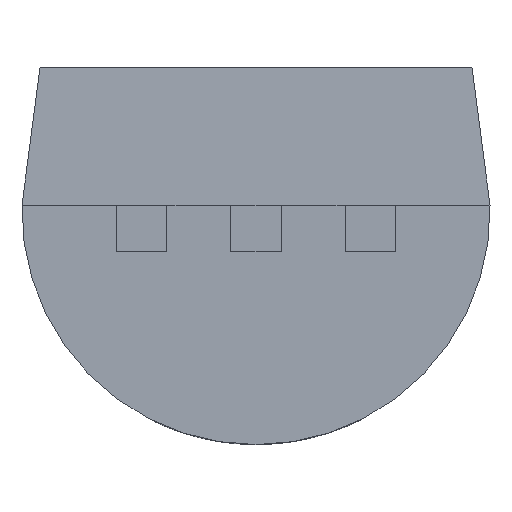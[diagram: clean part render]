
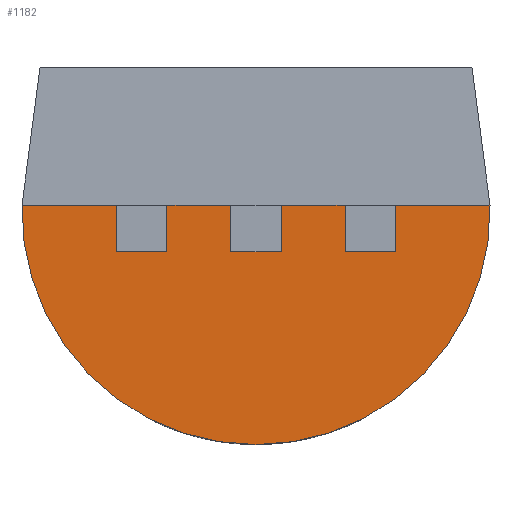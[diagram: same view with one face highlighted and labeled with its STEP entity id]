
A CAD part, front view. The second image highlights one B-rep face of the part: STEP entity #1182.
In plain terms, the highlighted planar face has unit normal (0, -1, 0).
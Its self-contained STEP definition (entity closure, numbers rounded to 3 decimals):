
#1 = DIRECTION ( 'NONE',  ( 1., 0., 0. ) ) ;
#22 = LINE ( 'NONE', #592, #322 ) ;
#45 = EDGE_CURVE ( 'NONE', #1102, #364, #292, .T. ) ;
#50 = DIRECTION ( 'NONE',  ( 0., 0., 1. ) ) ;
#56 = CARTESIAN_POINT ( 'NONE',  ( 2.599, 0., 0.06 ) ) ;
#79 = AXIS2_PLACEMENT_3D ( 'NONE', #1108, #580, #566 ) ;
#101 = VERTEX_POINT ( 'NONE', #460 ) ;
#108 = CARTESIAN_POINT ( 'NONE',  ( -0.28, 0., -0.46 ) ) ;
#125 = VERTEX_POINT ( 'NONE', #689 ) ;
#142 = ORIENTED_EDGE ( 'NONE', *, *, #736, .F. ) ;
#153 = CARTESIAN_POINT ( 'NONE',  ( -1.55, 0., -0.46 ) ) ;
#183 = DIRECTION ( 'NONE',  ( 0., 0., 1. ) ) ;
#184 = LINE ( 'NONE', #525, #739 ) ;
#194 = VERTEX_POINT ( 'NONE', #56 ) ;
#205 = CARTESIAN_POINT ( 'NONE',  ( -0.99, 0., -0.46 ) ) ;
#207 = CARTESIAN_POINT ( 'NONE',  ( -2.25, 0., 0.06 ) ) ;
#223 = LINE ( 'NONE', #647, #1330 ) ;
#225 = VERTEX_POINT ( 'NONE', #153 ) ;
#231 = CARTESIAN_POINT ( 'NONE',  ( 0.99, 0., 0.06 ) ) ;
#245 = ORIENTED_EDGE ( 'NONE', *, *, #726, .F. ) ;
#256 = CARTESIAN_POINT ( 'NONE',  ( 0.99, 0., -0.46 ) ) ;
#271 = DIRECTION ( 'NONE',  ( 0., 0., -1. ) ) ;
#287 = CARTESIAN_POINT ( 'NONE',  ( 0.28, 0., -0.46 ) ) ;
#291 = LINE ( 'NONE', #328, #393 ) ;
#292 = LINE ( 'NONE', #555, #931 ) ;
#295 = EDGE_LOOP ( 'NONE', ( #455, #1025, #935, #409, #951, #490, #245, #1368, #142, #1154, #993, #299, #779, #506, #1195 ) ) ;
#299 = ORIENTED_EDGE ( 'NONE', *, *, #1010, .F. ) ;
#300 = EDGE_CURVE ( 'NONE', #194, #101, #469, .T. ) ;
#302 = CARTESIAN_POINT ( 'NONE',  ( -0.99, 0., 0.06 ) ) ;
#322 = VECTOR ( 'NONE', #582, 1000. ) ;
#328 = CARTESIAN_POINT ( 'NONE',  ( -0.99, 0., 0.06 ) ) ;
#350 = VERTEX_POINT ( 'NONE', #418 ) ;
#364 = VERTEX_POINT ( 'NONE', #1285 ) ;
#373 = CARTESIAN_POINT ( 'NONE',  ( 1.9, 0., 0.06 ) ) ;
#382 = VERTEX_POINT ( 'NONE', #205 ) ;
#393 = VECTOR ( 'NONE', #963, 1000. ) ;
#404 = DIRECTION ( 'NONE',  ( 0., 1., 0. ) ) ;
#409 = ORIENTED_EDGE ( 'NONE', *, *, #1259, .F. ) ;
#411 = CARTESIAN_POINT ( 'NONE',  ( -1.55, 0., 0.06 ) ) ;
#418 = CARTESIAN_POINT ( 'NONE',  ( -0.28, 0., 0.06 ) ) ;
#455 = ORIENTED_EDGE ( 'NONE', *, *, #300, .F. ) ;
#460 = CARTESIAN_POINT ( 'NONE',  ( 0., 0., -2.6 ) ) ;
#464 = EDGE_CURVE ( 'NONE', #382, #1316, #291, .T. ) ;
#469 = CIRCLE ( 'NONE', #573, 2.6 ) ;
#490 = ORIENTED_EDGE ( 'NONE', *, *, #1076, .F. ) ;
#500 = VECTOR ( 'NONE', #271, 1000. ) ;
#506 = ORIENTED_EDGE ( 'NONE', *, *, #1305, .F. ) ;
#525 = CARTESIAN_POINT ( 'NONE',  ( -1.55, 0., -0.46 ) ) ;
#526 = B_SPLINE_CURVE_WITH_KNOTS ( 'NONE', 3,
 ( #763, #744, #1181, #1203 ),
 .UNSPECIFIED., .F., .F.,
 ( 4, 4 ),
 ( 0.554, 0.69 ),
 .UNSPECIFIED. ) ;
#531 = CARTESIAN_POINT ( 'NONE',  ( 0., 0., 0. ) ) ;
#532 = EDGE_CURVE ( 'NONE', #1044, #880, #223, .T. ) ;
#544 = LINE ( 'NONE', #256, #1063 ) ;
#547 = EDGE_CURVE ( 'NONE', #1367, #194, #1139, .T. ) ;
#550 = VECTOR ( 'NONE', #991, 1000. ) ;
#555 = CARTESIAN_POINT ( 'NONE',  ( 0.99, 0., 0.06 ) ) ;
#566 = DIRECTION ( 'NONE',  ( 0., 0., 1. ) ) ;
#573 = AXIS2_PLACEMENT_3D ( 'NONE', #804, #404, #183 ) ;
#575 = CARTESIAN_POINT ( 'NONE',  ( 2.25, 0., 0.06 ) ) ;
#580 = DIRECTION ( 'NONE',  ( 0., 1., 0. ) ) ;
#582 = DIRECTION ( 'NONE',  ( 0., 0., -1. ) ) ;
#587 = LINE ( 'NONE', #657, #550 ) ;
#588 = CARTESIAN_POINT ( 'NONE',  ( 0.28, 0., 0.06 ) ) ;
#592 = CARTESIAN_POINT ( 'NONE',  ( -1.55, 0., 0.06 ) ) ;
#615 = CARTESIAN_POINT ( 'NONE',  ( 1.55, 0., 0.06 ) ) ;
#623 = EDGE_CURVE ( 'NONE', #664, #1367, #587, .T. ) ;
#632 = LINE ( 'NONE', #1239, #500 ) ;
#647 = CARTESIAN_POINT ( 'NONE',  ( -0.28, 0., -0.46 ) ) ;
#657 = CARTESIAN_POINT ( 'NONE',  ( 1.55, 0., 0.06 ) ) ;
#664 = VERTEX_POINT ( 'NONE', #1235 ) ;
#671 = CARTESIAN_POINT ( 'NONE',  ( 2.599, 0., 0.06 ) ) ;
#685 = EDGE_CURVE ( 'NONE', #859, #225, #22, .T. ) ;
#689 = CARTESIAN_POINT ( 'NONE',  ( -2.599, 0., 0.06 ) ) ;
#690 = VECTOR ( 'NONE', #923, 1000. ) ;
#726 = EDGE_CURVE ( 'NONE', #880, #1365, #1116, .T. ) ;
#736 = EDGE_CURVE ( 'NONE', #350, #1044, #632, .T. ) ;
#737 = B_SPLINE_CURVE_WITH_KNOTS ( 'NONE', 3,
 ( #1118, #207, #817, #411 ),
 .UNSPECIFIED., .F., .F.,
 ( 4, 4 ),
 ( 0., 0.202 ),
 .UNSPECIFIED. ) ;
#739 = VECTOR ( 'NONE', #1378, 1000. ) ;
#744 = CARTESIAN_POINT ( 'NONE',  ( 0.517, 0., 0.06 ) ) ;
#763 = CARTESIAN_POINT ( 'NONE',  ( 0.28, 0., 0.06 ) ) ;
#772 = FACE_OUTER_BOUND ( 'NONE', #295, .T. ) ;
#779 = ORIENTED_EDGE ( 'NONE', *, *, #685, .F. ) ;
#804 = CARTESIAN_POINT ( 'NONE',  ( 0., 0., 0. ) ) ;
#817 = CARTESIAN_POINT ( 'NONE',  ( -1.9, 0., 0.06 ) ) ;
#859 = VERTEX_POINT ( 'NONE', #1254 ) ;
#879 = CARTESIAN_POINT ( 'NONE',  ( 1.55, 0., 0.06 ) ) ;
#880 = VERTEX_POINT ( 'NONE', #287 ) ;
#916 = AXIS2_PLACEMENT_3D ( 'NONE', #531, #1295, #1386 ) ;
#923 = DIRECTION ( 'NONE',  ( 1., 0., 0. ) ) ;
#931 = VECTOR ( 'NONE', #1082, 1000. ) ;
#935 = ORIENTED_EDGE ( 'NONE', *, *, #623, .F. ) ;
#942 = CARTESIAN_POINT ( 'NONE',  ( 0.28, 0., 0.06 ) ) ;
#951 = ORIENTED_EDGE ( 'NONE', *, *, #45, .F. ) ;
#963 = DIRECTION ( 'NONE',  ( 0., 0., 1. ) ) ;
#988 = LINE ( 'NONE', #1157, #690 ) ;
#991 = DIRECTION ( 'NONE',  ( 0., 0., 1. ) ) ;
#993 = ORIENTED_EDGE ( 'NONE', *, *, #464, .F. ) ;
#998 = EDGE_CURVE ( 'NONE', #101, #125, #1326, .T. ) ;
#1010 = EDGE_CURVE ( 'NONE', #225, #382, #184, .T. ) ;
#1025 = ORIENTED_EDGE ( 'NONE', *, *, #547, .F. ) ;
#1044 = VERTEX_POINT ( 'NONE', #108 ) ;
#1063 = VECTOR ( 'NONE', #1124, 1000. ) ;
#1076 = EDGE_CURVE ( 'NONE', #1365, #1102, #526, .T. ) ;
#1082 = DIRECTION ( 'NONE',  ( 0., 0., -1. ) ) ;
#1102 = VERTEX_POINT ( 'NONE', #231 ) ;
#1108 = CARTESIAN_POINT ( 'NONE',  ( 0., 0., 0. ) ) ;
#1116 = LINE ( 'NONE', #588, #1132 ) ;
#1118 = CARTESIAN_POINT ( 'NONE',  ( -2.599, 0., 0.06 ) ) ;
#1124 = DIRECTION ( 'NONE',  ( 1., 0., 0. ) ) ;
#1132 = VECTOR ( 'NONE', #50, 1000. ) ;
#1139 = B_SPLINE_CURVE_WITH_KNOTS ( 'NONE', 3,
 ( #879, #373, #575, #671 ),
 .UNSPECIFIED., .F., .F.,
 ( 4, 4 ),
 ( 0.798, 1. ),
 .UNSPECIFIED. ) ;
#1154 = ORIENTED_EDGE ( 'NONE', *, *, #1350, .F. ) ;
#1157 = CARTESIAN_POINT ( 'NONE',  ( 0., 0., 0.06 ) ) ;
#1181 = CARTESIAN_POINT ( 'NONE',  ( 0.753, 0., 0.06 ) ) ;
#1182 = ADVANCED_FACE ( 'NONE', ( #772 ), #1221, .F. ) ;
#1195 = ORIENTED_EDGE ( 'NONE', *, *, #998, .F. ) ;
#1203 = CARTESIAN_POINT ( 'NONE',  ( 0.99, 0., 0.06 ) ) ;
#1221 = PLANE ( 'NONE',  #79 ) ;
#1235 = CARTESIAN_POINT ( 'NONE',  ( 1.55, 0., -0.46 ) ) ;
#1239 = CARTESIAN_POINT ( 'NONE',  ( -0.28, 0., 0.06 ) ) ;
#1254 = CARTESIAN_POINT ( 'NONE',  ( -1.55, 0., 0.06 ) ) ;
#1259 = EDGE_CURVE ( 'NONE', #364, #664, #544, .T. ) ;
#1285 = CARTESIAN_POINT ( 'NONE',  ( 0.99, 0., -0.46 ) ) ;
#1295 = DIRECTION ( 'NONE',  ( 0., 1., 0. ) ) ;
#1305 = EDGE_CURVE ( 'NONE', #125, #859, #737, .T. ) ;
#1316 = VERTEX_POINT ( 'NONE', #302 ) ;
#1326 = CIRCLE ( 'NONE', #916, 2.6 ) ;
#1330 = VECTOR ( 'NONE', #1, 1000. ) ;
#1350 = EDGE_CURVE ( 'NONE', #1316, #350, #988, .T. ) ;
#1365 = VERTEX_POINT ( 'NONE', #942 ) ;
#1367 = VERTEX_POINT ( 'NONE', #615 ) ;
#1368 = ORIENTED_EDGE ( 'NONE', *, *, #532, .F. ) ;
#1378 = DIRECTION ( 'NONE',  ( 1., 0., 0. ) ) ;
#1386 = DIRECTION ( 'NONE',  ( 0., 0., 1. ) ) ;
